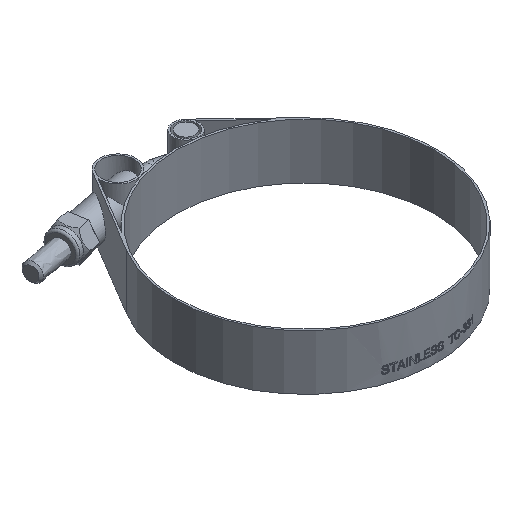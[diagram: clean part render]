
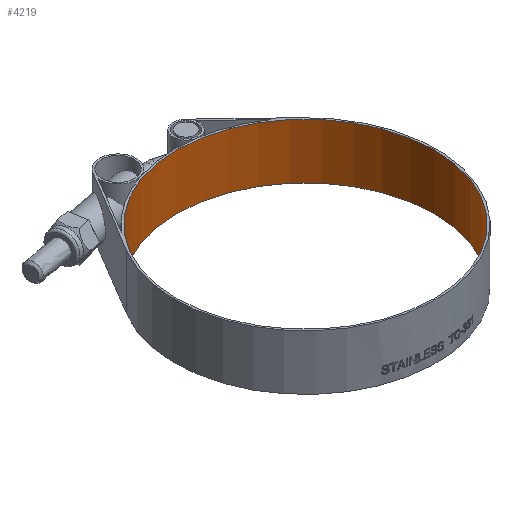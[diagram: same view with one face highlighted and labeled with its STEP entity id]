
A CAD part, isometric view. The second image highlights one B-rep face of the part: STEP entity #4219.
In plain terms, the highlighted cylindrical face has radius 44.45 mm (diameter 88.9 mm), a full revolution.
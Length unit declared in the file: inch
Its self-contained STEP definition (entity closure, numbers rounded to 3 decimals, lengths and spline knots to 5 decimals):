
#331=CIRCLE('',#4460,1.75);
#332=CIRCLE('',#4461,1.75);
#574=FACE_OUTER_BOUND('',#830,.T.);
#830=EDGE_LOOP('',(#3923,#3924,#3925,#3926));
#1088=LINE('',#23067,#1338);
#1338=VECTOR('',#5153,1.75);
#2044=VERTEX_POINT('',#23064);
#2045=VERTEX_POINT('',#23066);
#2680=EDGE_CURVE('',#2044,#2044,#331,.T.);
#2681=EDGE_CURVE('',#2044,#2045,#1088,.T.);
#2682=EDGE_CURVE('',#2045,#2045,#332,.T.);
#3923=ORIENTED_EDGE('',*,*,#2680,.F.);
#3924=ORIENTED_EDGE('',*,*,#2681,.T.);
#3925=ORIENTED_EDGE('',*,*,#2682,.F.);
#3926=ORIENTED_EDGE('',*,*,#2681,.F.);
#3988=CYLINDRICAL_SURFACE('',#4459,1.75);
#4219=ADVANCED_FACE('',(#574),#3988,.F.);
#4459=AXIS2_PLACEMENT_3D('',#23063,#5149,#5150);
#4460=AXIS2_PLACEMENT_3D('',#23065,#5151,#5152);
#4461=AXIS2_PLACEMENT_3D('',#23068,#5154,#5155);
#5149=DIRECTION('center_axis',(0.,0.,1.));
#5150=DIRECTION('ref_axis',(-1.,0.,0.));
#5151=DIRECTION('center_axis',(0.,0.,1.));
#5152=DIRECTION('ref_axis',(-1.,0.,0.));
#5153=DIRECTION('',(0.,0.,1.));
#5154=DIRECTION('center_axis',(0.,0.,-1.));
#5155=DIRECTION('ref_axis',(-1.,0.,0.));
#23063=CARTESIAN_POINT('Origin',(0.,0.,0.));
#23064=CARTESIAN_POINT('',(1.75,0.,-0.375));
#23065=CARTESIAN_POINT('Origin',(0.,0.,-0.375));
#23066=CARTESIAN_POINT('',(1.75,0.,0.375));
#23067=CARTESIAN_POINT('',(1.75,0.,0.));
#23068=CARTESIAN_POINT('Origin',(0.,0.,0.375));
